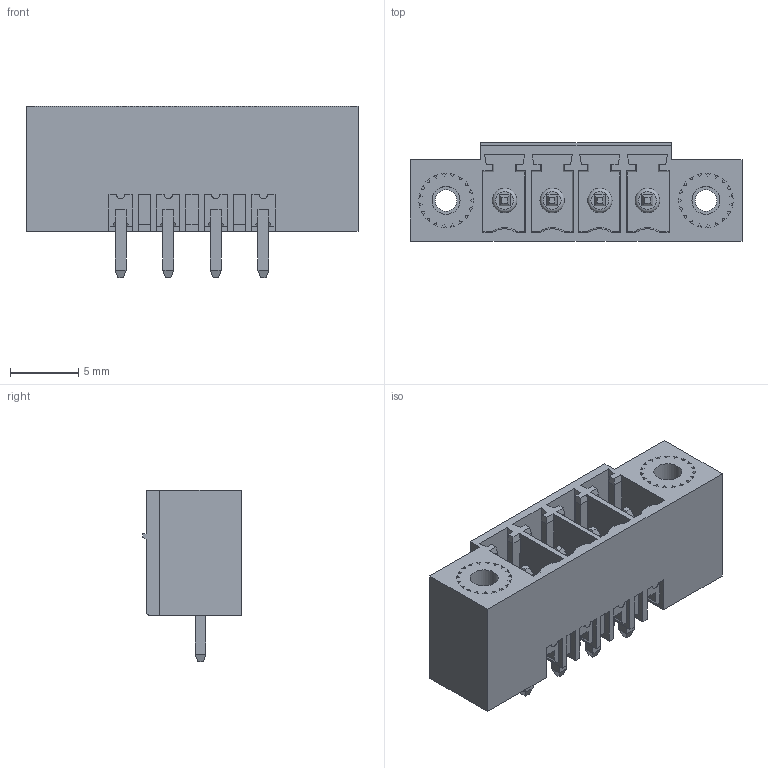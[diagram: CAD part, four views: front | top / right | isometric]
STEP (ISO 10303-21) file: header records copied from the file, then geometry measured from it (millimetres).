
FILE_DESCRIPTION(('STEP AP214'),'1');
FILE_NAME('PV04-3,5-V-K.stp','2018-11-29T12:05:02',(' '),(' '),'Spatial InterOp 3D',' ',' ');
FILE_SCHEMA(('AUTOMOTIVE_DESIGN { 1 0 10303 214 1 1 1 1 }'));
Length unit declared in the file: metre
Products named in the file (1): 1
Bounding box: 24.4 x 7.25 x 12.6 mm (x, y, z)
Volume: 982 mm3; surface area: 1773.9 mm2
Topology: 1 solids, 1 shells, 435 faces, 1075 edges, 694 vertices
Faces by surface type: plane 372, cylinder 55, cone 4, torus 4
Full cylindrical faces by diameter (mm): 1.6 x2, 1.8 x4, 2.05 x2
Entity records: 16004 total; most frequent: CARTESIAN_POINT 2201, ORIENTED_EDGE 2110, DIRECTION 2037, EDGE_CURVE 1055, LINE 929, VECTOR 929, VERTEX_POINT 686, AXIS2_PLACEMENT_3D 554
